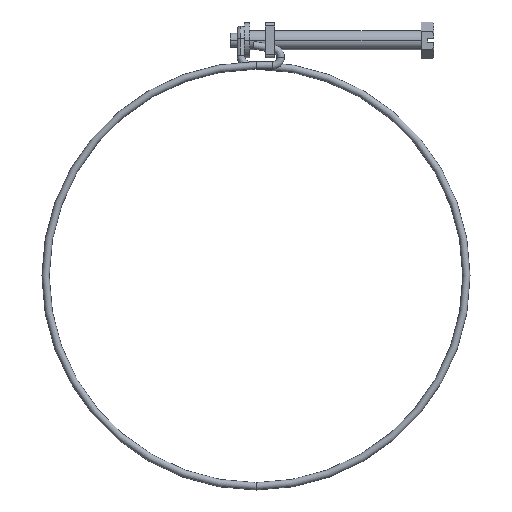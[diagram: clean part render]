
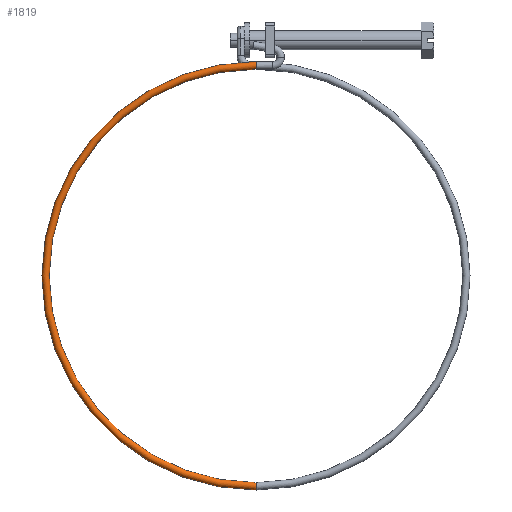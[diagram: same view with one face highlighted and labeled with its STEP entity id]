
A CAD part, top view. The second image highlights one B-rep face of the part: STEP entity #1819.
In plain terms, the highlighted toroidal (fillet/blend) face has major radius 66.16 mm and minor radius 1.15 mm.
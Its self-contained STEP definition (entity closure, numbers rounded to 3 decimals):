
#107 = AXIS2_PLACEMENT_3D ( 'NONE', #2233, #2667, #666 ) ;
#186 = AXIS2_PLACEMENT_3D ( 'NONE', #1245, #1278, #1926 ) ;
#396 = EDGE_CURVE ( 'NONE', #2686, #2882, #2895, .T. ) ;
#467 = CIRCLE ( 'NONE', #778, 1.15 ) ;
#508 = EDGE_CURVE ( 'NONE', #1703, #2884, #1966, .T. ) ;
#581 = CARTESIAN_POINT ( 'NONE',  ( 4.796, -74.062, 5.375 ) ) ;
#593 = DIRECTION ( 'NONE',  ( 0., 0.998, -0.069 ) ) ;
#666 = DIRECTION ( 'NONE',  ( 0., 1., 0.018 ) ) ;
#689 = DIRECTION ( 'NONE',  ( 1., 0., 0. ) ) ;
#690 = CARTESIAN_POINT ( 'NONE',  ( 4.796, -140.212, 4.2 ) ) ;
#722 = ORIENTED_EDGE ( 'NONE', *, *, #2921, .T. ) ;
#738 = CARTESIAN_POINT ( 'NONE',  ( 4.796, -139.062, 4.22 ) ) ;
#778 = AXIS2_PLACEMENT_3D ( 'NONE', #2153, #689, #2394 ) ;
#809 = DIRECTION ( 'NONE',  ( -1., 0., 0. ) ) ;
#817 = DIRECTION ( 'NONE',  ( 0., 1., 0.018 ) ) ;
#929 = DIRECTION ( 'NONE',  ( 0., -0.995, -0.105 ) ) ;
#956 = ORIENTED_EDGE ( 'NONE', *, *, #2409, .F. ) ;
#975 = CARTESIAN_POINT ( 'NONE',  ( 4.796, -9.062, 6.55 ) ) ;
#1245 = CARTESIAN_POINT ( 'NONE',  ( 4.796, -74.062, 5.375 ) ) ;
#1258 = ORIENTED_EDGE ( 'NONE', *, *, #396, .F. ) ;
#1278 = DIRECTION ( 'NONE',  ( 0., 0.018, -1. ) ) ;
#1313 = AXIS2_PLACEMENT_3D ( 'NONE', #2355, #2125, #593 ) ;
#1429 = FACE_OUTER_BOUND ( 'NONE', #2769, .T. ) ;
#1537 = CARTESIAN_POINT ( 'NONE',  ( 4.796, -9.061, 6.53 ) ) ;
#1703 = VERTEX_POINT ( 'NONE', #975 ) ;
#1819 = ADVANCED_FACE ( 'NONE', ( #1429 ), #3115, .T. ) ;
#1870 = VERTEX_POINT ( 'NONE', #3085 ) ;
#1926 = DIRECTION ( 'NONE',  ( 0., 1., 0.018 ) ) ;
#1929 = AXIS2_PLACEMENT_3D ( 'NONE', #690, #2395, #929 ) ;
#1966 = CIRCLE ( 'NONE', #1313, 1.15 ) ;
#2027 = CARTESIAN_POINT ( 'NONE',  ( 4.796, -6.762, 6.57 ) ) ;
#2108 = CIRCLE ( 'NONE', #2124, 1.15 ) ;
#2109 = ORIENTED_EDGE ( 'NONE', *, *, #508, .F. ) ;
#2124 = AXIS2_PLACEMENT_3D ( 'NONE', #2271, #809, #2523 ) ;
#2125 = DIRECTION ( 'NONE',  ( 1., 0., 0. ) ) ;
#2153 = CARTESIAN_POINT ( 'NONE',  ( 4.796, -7.912, 6.55 ) ) ;
#2233 = CARTESIAN_POINT ( 'NONE',  ( 4.796, -74.062, 5.375 ) ) ;
#2271 = CARTESIAN_POINT ( 'NONE',  ( 4.796, -140.212, 4.2 ) ) ;
#2288 = DIRECTION ( 'NONE',  ( 0., 0.018, -1. ) ) ;
#2355 = CARTESIAN_POINT ( 'NONE',  ( 4.796, -7.912, 6.55 ) ) ;
#2394 = DIRECTION ( 'NONE',  ( 0., 0.998, -0.069 ) ) ;
#2395 = DIRECTION ( 'NONE',  ( -1., 0., 0. ) ) ;
#2409 = EDGE_CURVE ( 'NONE', #2882, #1703, #467, .T. ) ;
#2443 = AXIS2_PLACEMENT_3D ( 'NONE', #581, #2288, #817 ) ;
#2471 = EDGE_CURVE ( 'NONE', #1870, #2605, #2886, .T. ) ;
#2517 = ORIENTED_EDGE ( 'NONE', *, *, #2471, .T. ) ;
#2523 = DIRECTION ( 'NONE',  ( 0., -0.995, -0.105 ) ) ;
#2605 = VERTEX_POINT ( 'NONE', #738 ) ;
#2630 = ORIENTED_EDGE ( 'NONE', *, *, #2897, .T. ) ;
#2667 = DIRECTION ( 'NONE',  ( 0., 0.018, -1. ) ) ;
#2686 = VERTEX_POINT ( 'NONE', #2942 ) ;
#2730 = CIRCLE ( 'NONE', #2443, 65.01 ) ;
#2769 = EDGE_LOOP ( 'NONE', ( #1258, #2630, #2517, #722, #2109, #956 ) ) ;
#2882 = VERTEX_POINT ( 'NONE', #2027 ) ;
#2884 = VERTEX_POINT ( 'NONE', #1537 ) ;
#2886 = CIRCLE ( 'NONE', #1929, 1.15 ) ;
#2895 = CIRCLE ( 'NONE', #186, 67.31 ) ;
#2897 = EDGE_CURVE ( 'NONE', #2686, #1870, #2108, .T. ) ;
#2921 = EDGE_CURVE ( 'NONE', #2605, #2884, #2730, .T. ) ;
#2942 = CARTESIAN_POINT ( 'NONE',  ( 4.796, -141.361, 4.18 ) ) ;
#3085 = CARTESIAN_POINT ( 'NONE',  ( 4.796, -141.362, 4.2 ) ) ;
#3115 = TOROIDAL_SURFACE ( 'NONE', #107, 66.16, 1.15 ) ;
